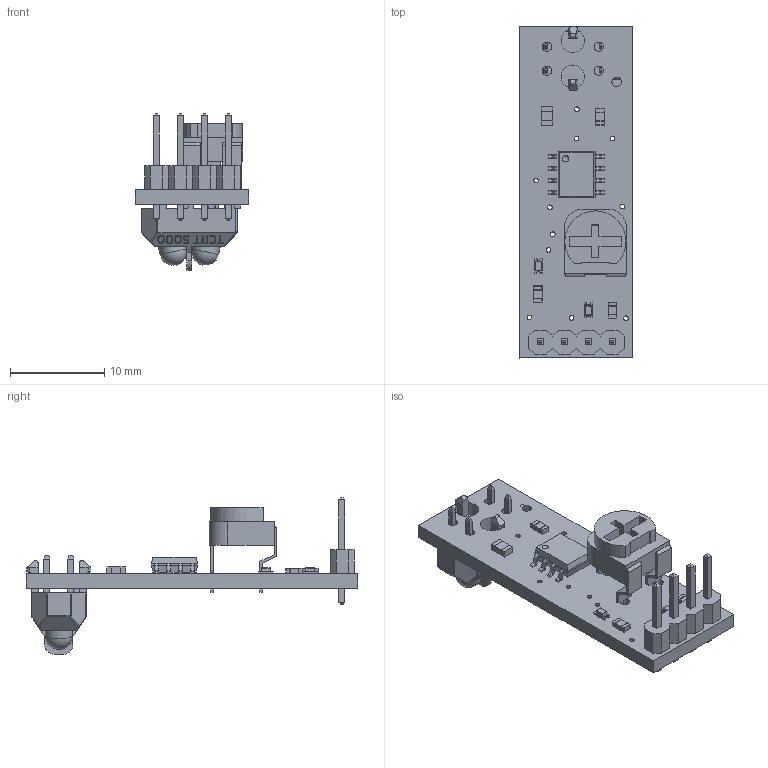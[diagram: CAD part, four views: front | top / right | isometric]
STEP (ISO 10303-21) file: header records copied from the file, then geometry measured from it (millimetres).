
FILE_DESCRIPTION(/* description */ (''),/* implementation_level */ '2;1');
FILE_NAME(/* name */ '8e21ea4d-5f6c-4fe0-8879-4fc063210d42.zip.stp',/* time_stamp */ '2023-04-17T21:15:48Z',/* author */ (''),/* organization */ (''),/* preprocessor_version */ 'ST-DEVELOPER v19.2',/* originating_system */ 'Autodesk Translation Framework v12.4.0.73',/* authorisation */ '');
FILE_SCHEMA (('AUTOMOTIVE_DESIGN { 1 0 10303 214 3 1 1 }'));
Length unit declared in the file: millimetre
Products named in the file (15): TCRT1010_VIS.pac; Board; Packages; LM358DR; 1X04; R0805; CA6V; OPTO_TCRT5000; LED_CHIP-LED0603MP; User Library-LED_0603_G_Pocket002; User Library-LED_0603_G_Pad004; User Library-LED_0603_G_Fillet; User Library-LED_0603_G_Pocket001; User Library-LED_0603_G_Pad; R0603 (1)
Assembly tree (17 placements, depth 4):
  TCRT1010_VIS.pac
    Board
    Packages
      LED_CHIP-LED0603MP  x2
        User Library-LED_0603_G_Pocket002
        User Library-LED_0603_G_Pad004
        User Library-LED_0603_G_Fillet
        User Library-LED_0603_G_Pocket001
        User Library-LED_0603_G_Pad
      LM358DR
      1X04
      R0603 (1)  x3
      R0805
      CA6V
      OPTO_TCRT5000
Bounding box: 12.04 x 35.25 x 16.61 mm (x, y, z)
Volume: 1139.8 mm3; surface area: 2013.4 mm2
Topology: 24 solids, 26 shells, 919 faces, 2219 edges, 1380 vertices
Faces by surface type: plane 569, cylinder 190, bspline 92, sphere 67, cone 1
Full cylindrical faces by diameter (mm): 0.08 x2, 0.5 x11, 0.9 x1, 1 x4, 1.016 x7, 2.5 x2, 2.88 x2
Entity records: 23330 total; most frequent: CARTESIAN_POINT 4719, ORIENTED_EDGE 3791, DIRECTION 3397, EDGE_CURVE 1896, LINE 1429, VECTOR 1429, VERTEX_POINT 1202, AXIS2_PLACEMENT_3D 984
